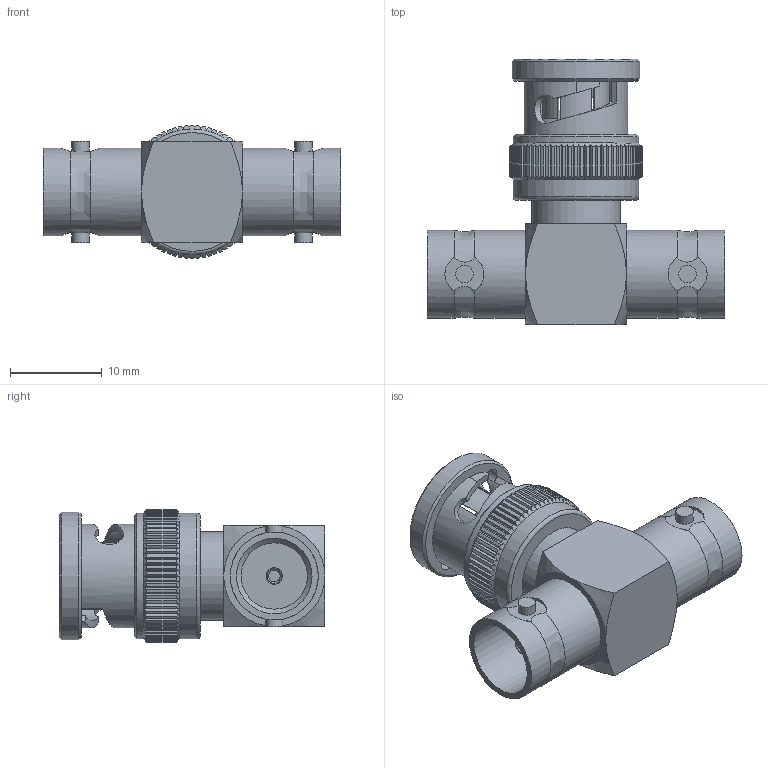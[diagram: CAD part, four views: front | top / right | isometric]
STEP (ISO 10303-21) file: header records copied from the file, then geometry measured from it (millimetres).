
FILE_DESCRIPTION (( 'STEP AP203' ), '1' );
FILE_NAME ('PE9365_3D.step', '2021-04-28T15:19:42', ( '' ), ( '' ), 'SwSTEP 2.0', 'SolidWorks 2020', '' );
FILE_SCHEMA (( 'CONFIG_CONTROL_DESIGN' ));
Length unit declared in the file: inch
Products named in the file (1): PE9365_3D
Bounding box: 32.5 x 29.02 x 14.5 mm (x, y, z)
Volume: 3530.6 mm3; surface area: 3598.7 mm2
Topology: 1 solids, 1 shells, 412 faces, 1157 edges, 761 vertices
Faces by surface type: plane 226, cylinder 125, cone 34, bspline 20, torus 7
Full cylindrical faces by diameter (mm): 1.27 x2, 1.321 x1, 1.778 x2, 1.905 x4, 2.134 x1, 8.255 x2, 8.296 x1, 9.601 x4, 9.652 x1, 9.83 x1, 11.317 x1, 13.738 x2, 13.97 x1
Entity records: 14406 total; most frequent: CARTESIAN_POINT 4571, ORIENTED_EDGE 2200, DIRECTION 1790, EDGE_CURVE 1100, VERTEX_POINT 740, AXIS2_PLACEMENT_3D 708, EDGE_LOOP 462, FACE_OUTER_BOUND 434
